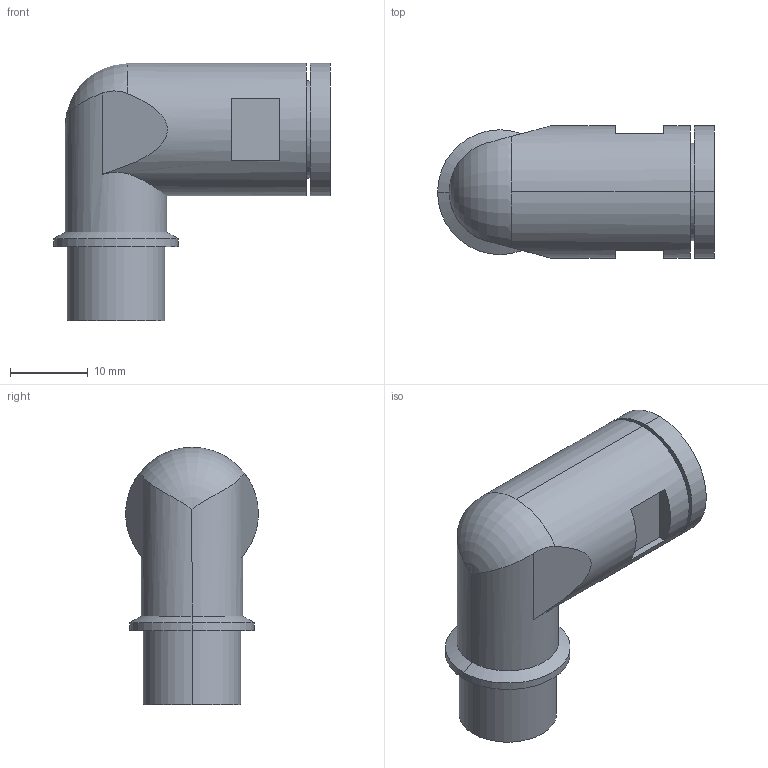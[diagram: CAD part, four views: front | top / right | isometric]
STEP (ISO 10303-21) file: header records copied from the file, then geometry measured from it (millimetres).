
FILE_DESCRIPTION(('Creo Elements/Direct Modeling STEP Export'),'2;1');
FILE_NAME('model.stp','2020-10-22T10:38:54',(''),(''),'Creo Elements/Direct Modeling STEP processor for AP214 (Solid Model)','Creo Elements/Direct Modeling 20.1A 29-Sep-2018 (C) Parametric Technology GmbH','');
FILE_SCHEMA(('AUTOMOTIVE_DESIGN { 1 0 10303 214 1 1 1 1 }'));
Length unit declared in the file: millimetre
Products named in the file (2): WP_GA_HF_IP69K_PG7_BK-select
Assembly tree (1 placements, depth 2):
  WP_GA_HF_IP69K_PG7_BK-select
    WP_GA_HF_IP69K_PG7_BK-select
Bounding box: 35.5 x 17 x 33 mm (x, y, z)
Volume: 6186 mm3; surface area: 4415.5 mm2
Topology: 1 solids, 1 shells, 42 faces, 100 edges, 63 vertices
Faces by surface type: cylinder 18, plane 17, cone 4, sphere 2, torus 1
Entity records: 2261 total; most frequent: CARTESIAN_POINT 944, ORIENTED_EDGE 196, DIRECTION 191, EDGE_CURVE 98, AXIS2_PLACEMENT_3D 74, VERTEX_POINT 63, EDGE_LOOP 49, VECTOR 43
